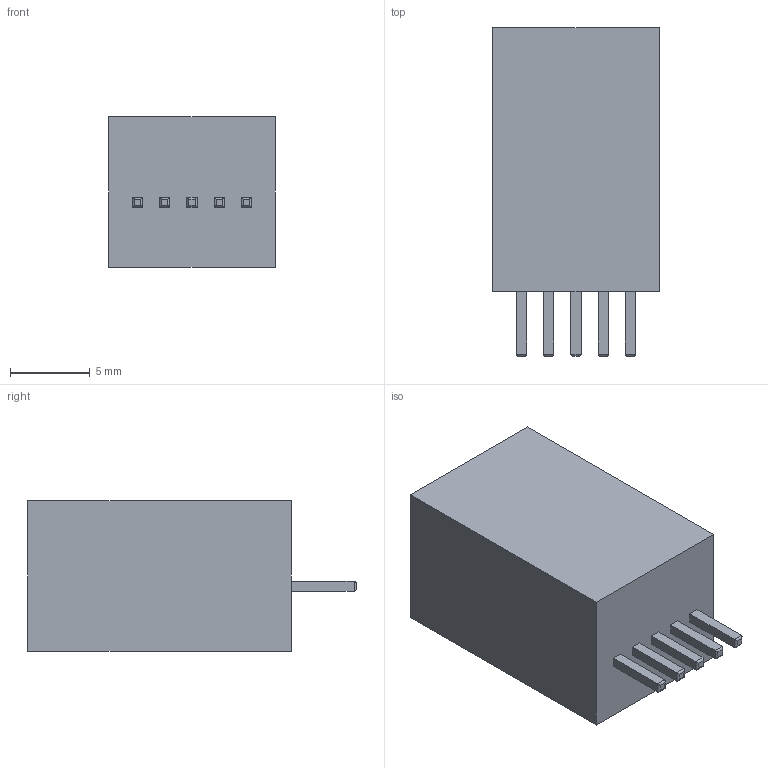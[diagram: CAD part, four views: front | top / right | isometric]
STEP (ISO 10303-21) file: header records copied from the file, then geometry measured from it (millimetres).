
FILE_DESCRIPTION (( 'STEP AP214' ), '1' );
FILE_NAME ('PTR08060WVD.STEP', '2023-01-08T21:32:52', ( '' ), ( '' ), 'SwSTEP 2.0', 'SolidWorks 2021', '' );
FILE_SCHEMA (( 'AUTOMOTIVE_DESIGN' ));
Length unit declared in the file: inch
Products named in the file (1): PTR08060WVD
Bounding box: 10.41 x 20.57 x 9.42 mm (x, y, z)
Volume: 1628.4 mm3; surface area: 902.2 mm2
Topology: 1 solids, 1 shells, 51 faces, 112 edges, 68 vertices
Faces by surface type: plane 31, cylinder 20
Entity records: 1386 total; most frequent: CARTESIAN_POINT 292, ORIENTED_EDGE 224, DIRECTION 196, EDGE_CURVE 112, VECTOR 92, LINE 92, VERTEX_POINT 68, EDGE_LOOP 56
